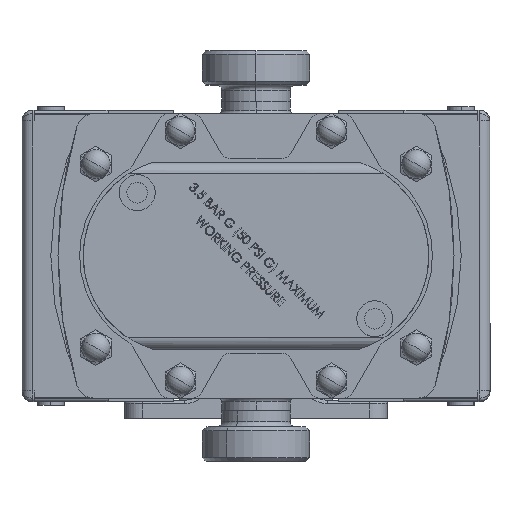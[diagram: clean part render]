
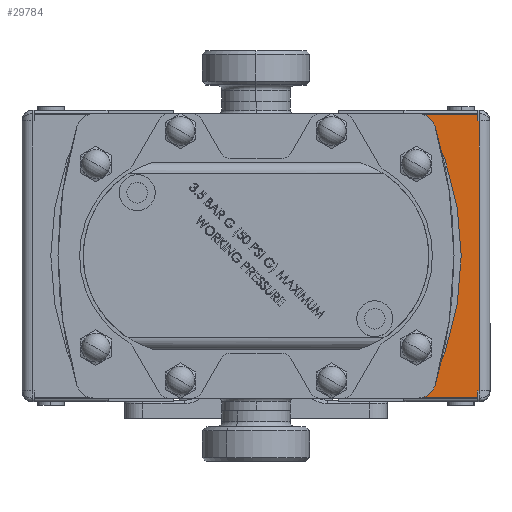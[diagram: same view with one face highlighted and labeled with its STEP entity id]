
A CAD part, top view. The second image highlights one B-rep face of the part: STEP entity #29784.
In plain terms, the highlighted planar face has unit normal (0, 0, 1).
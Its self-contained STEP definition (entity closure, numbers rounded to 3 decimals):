
#926 = ORIENTED_EDGE ( 'NONE', *, *, #3480, .T. ) ;
#1026 = EDGE_CURVE ( 'NONE', #59472, #18230, #22782, .T. ) ;
#1195 = CARTESIAN_POINT ( 'NONE',  ( 24.843, -100.57, 77.717 ) ) ;
#3480 = EDGE_CURVE ( 'NONE', #39177, #57597, #58752, .T. ) ;
#4538 = DIRECTION ( 'NONE',  ( 0., -1., 0. ) ) ;
#5244 = CARTESIAN_POINT ( 'NONE',  ( 63.843, 12.915, 77.717 ) ) ;
#5296 = EDGE_CURVE ( 'NONE', #42333, #50411, #21260, .T. ) ;
#6369 = CARTESIAN_POINT ( 'NONE',  ( -14.157, 12.915, 77.717 ) ) ;
#8388 = CARTESIAN_POINT ( 'NONE',  ( 99.843, 12.915, 77.717 ) ) ;
#8688 = VERTEX_POINT ( 'NONE', #48623 ) ;
#9153 = VECTOR ( 'NONE', #42615, 1000. ) ;
#9728 = DIRECTION ( 'NONE',  ( -1., 0., 0. ) ) ;
#9810 = LINE ( 'NONE', #44378, #43777 ) ;
#9845 = AXIS2_PLACEMENT_3D ( 'NONE', #5244, #53568, #9728 ) ;
#9860 = DIRECTION ( 'NONE',  ( 0., 0., -1. ) ) ;
#10260 = CIRCLE ( 'NONE', #46012, 44. ) ;
#12551 = ORIENTED_EDGE ( 'NONE', *, *, #61049, .T. ) ;
#13589 = DIRECTION ( 'NONE',  ( -1., 0., 0. ) ) ;
#16282 = LINE ( 'NONE', #55354, #17479 ) ;
#16453 = DIRECTION ( 'NONE',  ( 0., 1., 0. ) ) ;
#16582 = CARTESIAN_POINT ( 'NONE',  ( 103.656, 72.439, 77.717 ) ) ;
#17479 = VECTOR ( 'NONE', #21722, 1000. ) ;
#17796 = VERTEX_POINT ( 'NONE', #21003 ) ;
#18230 = VERTEX_POINT ( 'NONE', #50958 ) ;
#19365 = DIRECTION ( 'NONE',  ( -1., 0., 0. ) ) ;
#20940 = AXIS2_PLACEMENT_3D ( 'NONE', #6369, #31317, #35499 ) ;
#21003 = CARTESIAN_POINT ( 'NONE',  ( -50.157, 73.43, 77.717 ) ) ;
#21260 = LINE ( 'NONE', #60314, #57701 ) ;
#21722 = DIRECTION ( 'NONE',  ( 0., -1., 0. ) ) ;
#22782 = LINE ( 'NONE', #8388, #9153 ) ;
#24659 = LINE ( 'NONE', #48661, #45660 ) ;
#26210 = VECTOR ( 'NONE', #44835, 1000. ) ;
#27136 = LINE ( 'NONE', #61705, #43983 ) ;
#27717 = CARTESIAN_POINT ( 'NONE',  ( -28.457, 54.527, 77.717 ) ) ;
#29784 = ADVANCED_FACE ( 'NONE', ( #43956 ), #34053, .F. ) ;
#30937 = ORIENTED_EDGE ( 'NONE', *, *, #42844, .T. ) ;
#31041 = VERTEX_POINT ( 'NONE', #35028 ) ;
#31317 = DIRECTION ( 'NONE',  ( 0., 0., -1. ) ) ;
#32128 = ORIENTED_EDGE ( 'NONE', *, *, #1026, .T. ) ;
#34053 = PLANE ( 'NONE',  #9845 ) ;
#34290 = CARTESIAN_POINT ( 'NONE',  ( 103.656, 31.648, 77.717 ) ) ;
#35028 = CARTESIAN_POINT ( 'NONE',  ( -53.971, 72.439, 77.717 ) ) ;
#35131 = DIRECTION ( 'NONE',  ( 1., 0., 0. ) ) ;
#35233 = CARTESIAN_POINT ( 'NONE',  ( 63.843, 72.439, 77.717 ) ) ;
#35410 = CIRCLE ( 'NONE', #44596, 164. ) ;
#35499 = DIRECTION ( 'NONE',  ( 1., 0., 0. ) ) ;
#36696 = CARTESIAN_POINT ( 'NONE',  ( -50.157, 72.439, 77.717 ) ) ;
#39177 = VERTEX_POINT ( 'NONE', #47319 ) ;
#40027 = ORIENTED_EDGE ( 'NONE', *, *, #5296, .T. ) ;
#41248 = DIRECTION ( 'NONE',  ( 1., 0., 0. ) ) ;
#42333 = VERTEX_POINT ( 'NONE', #34290 ) ;
#42615 = DIRECTION ( 'NONE',  ( 0., 1., 0. ) ) ;
#42844 = EDGE_CURVE ( 'NONE', #18230, #17796, #9810, .T. ) ;
#43777 = VECTOR ( 'NONE', #19365, 1000. ) ;
#43956 = FACE_OUTER_BOUND ( 'NONE', #59040, .T. ) ;
#43983 = VECTOR ( 'NONE', #41248, 1000. ) ;
#44378 = CARTESIAN_POINT ( 'NONE',  ( 63.843, 73.43, 77.717 ) ) ;
#44596 = AXIS2_PLACEMENT_3D ( 'NONE', #1195, #9860, #35131 ) ;
#44835 = DIRECTION ( 'NONE',  ( 1., 0., 0. ) ) ;
#45046 = EDGE_CURVE ( 'NONE', #8688, #42333, #10260, .T. ) ;
#45402 = ORIENTED_EDGE ( 'NONE', *, *, #54313, .T. ) ;
#45660 = VECTOR ( 'NONE', #4538, 1000. ) ;
#45866 = ORIENTED_EDGE ( 'NONE', *, *, #45046, .T. ) ;
#46012 = AXIS2_PLACEMENT_3D ( 'NONE', #61911, #53836, #13589 ) ;
#47319 = CARTESIAN_POINT ( 'NONE',  ( -53.971, 31.648, 77.717 ) ) ;
#48623 = CARTESIAN_POINT ( 'NONE',  ( 78.143, 54.527, 77.717 ) ) ;
#48661 = CARTESIAN_POINT ( 'NONE',  ( -53.971, 12.915, 77.717 ) ) ;
#49346 = EDGE_CURVE ( 'NONE', #57597, #8688, #35410, .T. ) ;
#50411 = VERTEX_POINT ( 'NONE', #16582 ) ;
#50653 = VERTEX_POINT ( 'NONE', #36696 ) ;
#50958 = CARTESIAN_POINT ( 'NONE',  ( 99.843, 73.43, 77.717 ) ) ;
#52259 = ORIENTED_EDGE ( 'NONE', *, *, #53479, .F. ) ;
#53479 = EDGE_CURVE ( 'NONE', #59472, #50411, #27136, .T. ) ;
#53568 = DIRECTION ( 'NONE',  ( 0., 0., -1. ) ) ;
#53836 = DIRECTION ( 'NONE',  ( 0., 0., -1. ) ) ;
#54313 = EDGE_CURVE ( 'NONE', #17796, #50653, #16282, .T. ) ;
#55354 = CARTESIAN_POINT ( 'NONE',  ( -50.157, 12.915, 77.717 ) ) ;
#55371 = LINE ( 'NONE', #35233, #26210 ) ;
#57296 = CARTESIAN_POINT ( 'NONE',  ( 99.843, 72.439, 77.717 ) ) ;
#57597 = VERTEX_POINT ( 'NONE', #27717 ) ;
#57701 = VECTOR ( 'NONE', #16453, 1000. ) ;
#57885 = ORIENTED_EDGE ( 'NONE', *, *, #49346, .T. ) ;
#58752 = CIRCLE ( 'NONE', #20940, 44. ) ;
#59040 = EDGE_LOOP ( 'NONE', ( #32128, #30937, #45402, #61167, #12551, #926, #57885, #45866, #40027, #52259 ) ) ;
#59472 = VERTEX_POINT ( 'NONE', #57296 ) ;
#60314 = CARTESIAN_POINT ( 'NONE',  ( 103.656, 12.915, 77.717 ) ) ;
#61049 = EDGE_CURVE ( 'NONE', #31041, #39177, #24659, .T. ) ;
#61161 = EDGE_CURVE ( 'NONE', #31041, #50653, #55371, .T. ) ;
#61167 = ORIENTED_EDGE ( 'NONE', *, *, #61161, .F. ) ;
#61705 = CARTESIAN_POINT ( 'NONE',  ( 63.843, 72.439, 77.717 ) ) ;
#61911 = CARTESIAN_POINT ( 'NONE',  ( 63.843, 12.915, 77.717 ) ) ;
